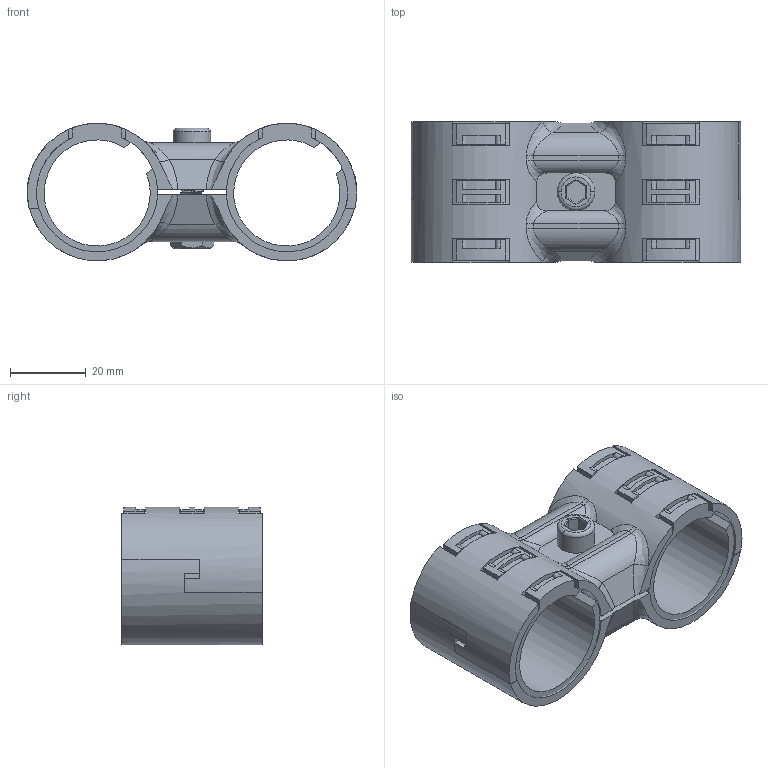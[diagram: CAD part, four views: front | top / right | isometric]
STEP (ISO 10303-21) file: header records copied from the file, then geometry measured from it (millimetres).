
FILE_DESCRIPTION (( 'STEP AP214' ), '1' );
FILE_NAME ('B302 Ñîåäèíèòåëü òðóáíûé, Ô28, 8B.STEP', '2023-11-07T13:05:08', ( '' ), ( '' ), 'SwSTEP 2.0', 'SolidWorks 2022', '' );
FILE_SCHEMA (( 'AUTOMOTIVE_DESIGN' ));
Length unit declared in the file: millimetre
Products named in the file (1): B302 Соединитель трубный, Ф28, 8B
Bounding box: 86.79 x 37 x 36.27 mm (x, y, z)
Volume: 33323.3 mm3; surface area: 33251.7 mm2
Topology: 6 solids, 6 shells, 321 faces, 866 edges, 560 vertices
Faces by surface type: cylinder 138, plane 134, bspline 38, cone 9, torus 2
Entity records: 22796 total; most frequent: CARTESIAN_POINT 11642, ORIENTED_EDGE 1732, DIRECTION 1351, EDGE_CURVE 866, VERTEX_POINT 560, AXIS2_PLACEMENT_3D 484, LINE 383, VECTOR 383
